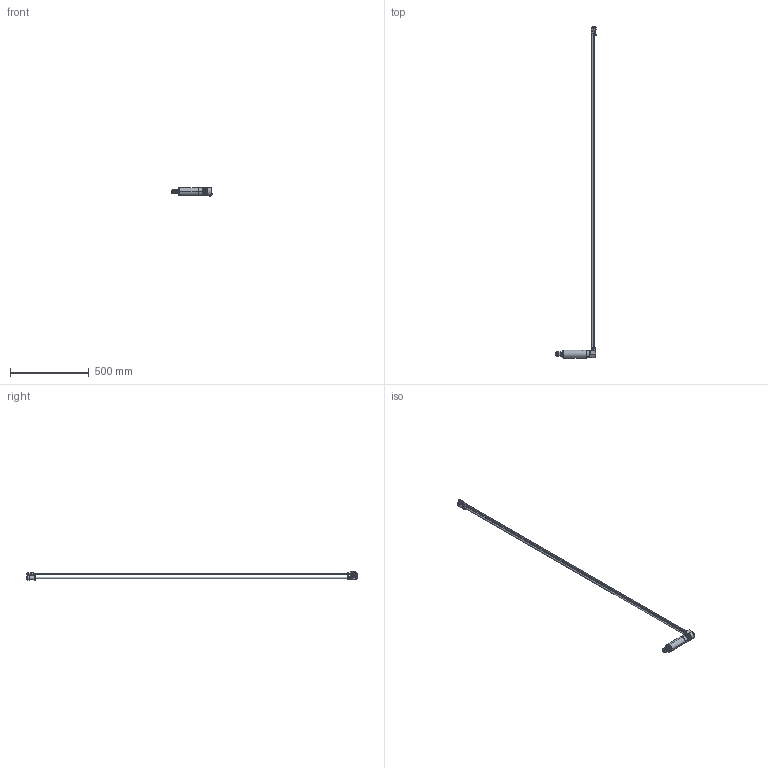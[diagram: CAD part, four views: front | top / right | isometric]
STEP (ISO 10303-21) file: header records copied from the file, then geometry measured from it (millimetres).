
FILE_DESCRIPTION (( 'STEP AP203' ), '1' );
FILE_NAME ('BMS-5010RA.STEP', '2023-06-07T01:33:03', ( '' ), ( '' ), 'SwSTEP 2.0', 'SolidWorks 2021', '' );
FILE_SCHEMA (( 'CONFIG_CONTROL_DESIGN' ));
Length unit declared in the file: millimetre
Products named in the file (1): BMS-5010RA
Bounding box: 256.5 x 2102.45 x 54.45 mm (x, y, z)
Volume: 458571.1 mm3; surface area: 300536.9 mm2
Topology: 40 solids, 40 shells, 865 faces, 1920 edges, 1181 vertices
Faces by surface type: cylinder 320, plane 249, cone 227, torus 65, bspline 4
Entity records: 28866 total; most frequent: CARTESIAN_POINT 9226, DIRECTION 4393, ORIENTED_EDGE 3828, EDGE_CURVE 1914, AXIS2_PLACEMENT_3D 1834, VERTEX_POINT 1181, EDGE_LOOP 983, CIRCLE 972
